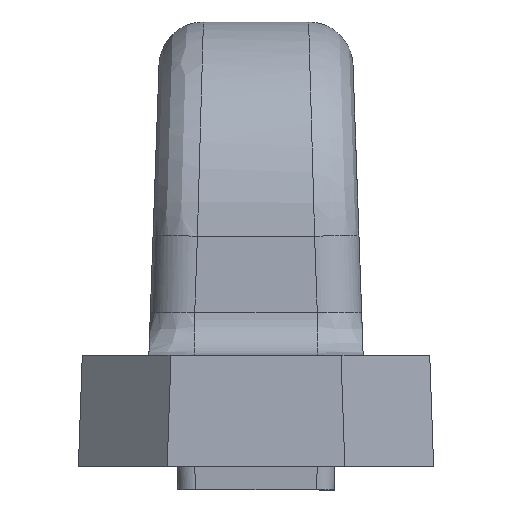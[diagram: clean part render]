
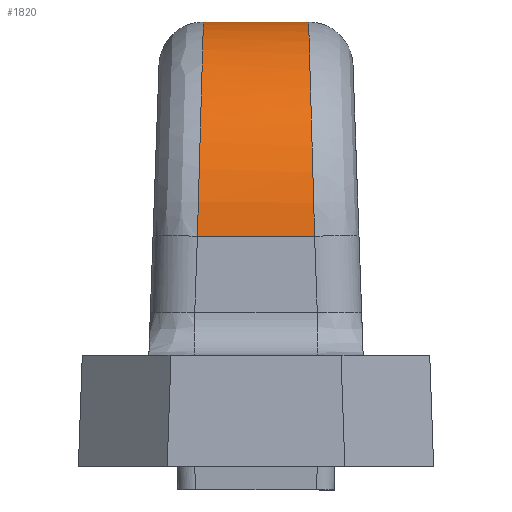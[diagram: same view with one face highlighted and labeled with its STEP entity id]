
A CAD part, left-side view. The second image highlights one B-rep face of the part: STEP entity #1820.
In plain terms, the highlighted cylindrical face has radius 6.35 mm (diameter 12.7 mm), a partial arc.
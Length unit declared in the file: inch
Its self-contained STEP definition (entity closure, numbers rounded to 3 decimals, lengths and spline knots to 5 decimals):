
#43 = VECTOR ( 'NONE', #175, 39.37008 ) ;
#46 = DIRECTION ( 'NONE',  ( 0., 1., 0. ) ) ;
#47 = VECTOR ( 'NONE', #46, 39.37008 ) ;
#48 = CARTESIAN_POINT ( 'NONE',  ( -3.00221, 0.09506, 0.5 ) ) ;
#49 = LINE ( 'NONE', #48, #47 ) ;
#52 = CARTESIAN_POINT ( 'NONE',  ( -3.00221, -0.08789, 0.5 ) ) ;
#175 = DIRECTION ( 'NONE',  ( 0., 1., 0. ) ) ;
#243 = CARTESIAN_POINT ( 'NONE',  ( -3.25206, 0.092, 0.25872 ) ) ;
#244 = LINE ( 'NONE', #243, #43 ) ;
#283 = CARTESIAN_POINT ( 'NONE',  ( -3.25206, -0.09463, 0.25872 ) ) ;
#506 = CARTESIAN_POINT ( 'NONE',  ( -3.00221, 0.03062, 0.5 ) ) ;
#548 = DIRECTION ( 'NONE',  ( 0., 0., -1. ) ) ;
#549 = DIRECTION ( 'NONE',  ( 0., -1., 0. ) ) ;
#550 = AXIS2_PLACEMENT_3D ( 'NONE', #557, #549, #548 ) ;
#551 = CYLINDRICAL_SURFACE ( 'NONE', #550, 0.25 ) ;
#552 = FACE_OUTER_BOUND ( 'NONE', #1739, .T. ) ;
#557 = CARTESIAN_POINT ( 'NONE',  ( -3.00221, 0.09506, 0.25 ) ) ;
#584 = CARTESIAN_POINT ( 'NONE',  ( -3.00221, -0.08789, 0.5 ) ) ;
#585 = CARTESIAN_POINT ( 'NONE',  ( -3.03241, -0.08789, 0.5 ) ) ;
#586 = CARTESIAN_POINT ( 'NONE',  ( -3.06356, -0.08805, 0.49446 ) ) ;
#587 = CARTESIAN_POINT ( 'NONE',  ( -3.12316, -0.08871, 0.47112 ) ) ;
#588 = CARTESIAN_POINT ( 'NONE',  ( -3.15158, -0.0892, 0.4533 ) ) ;
#589 = CARTESIAN_POINT ( 'NONE',  ( -3.17608, -0.08986, 0.42963 ) ) ;
#590 = CARTESIAN_POINT ( 'NONE',  ( -3.17615, -0.08986, 0.42957 ) ) ;
#591 = CARTESIAN_POINT ( 'NONE',  ( -3.17641, -0.08987, 0.42932 ) ) ;
#592 = CARTESIAN_POINT ( 'NONE',  ( -3.1768, -0.08988, 0.42894 ) ) ;
#593 = CARTESIAN_POINT ( 'NONE',  ( -3.17771, -0.08991, 0.42805 ) ) ;
#594 = CARTESIAN_POINT ( 'NONE',  ( -3.17953, -0.08996, 0.42625 ) ) ;
#595 = CARTESIAN_POINT ( 'NONE',  ( -3.18109, -0.09, 0.42465 ) ) ;
#596 = CARTESIAN_POINT ( 'NONE',  ( -3.18423, -0.09009, 0.42139 ) ) ;
#597 = CARTESIAN_POINT ( 'NONE',  ( -3.18634, -0.09016, 0.41913 ) ) ;
#598 = CARTESIAN_POINT ( 'NONE',  ( -3.19266, -0.09036, 0.41208 ) ) ;
#599 = CARTESIAN_POINT ( 'NONE',  ( -3.19688, -0.0905, 0.40701 ) ) ;
#600 = CARTESIAN_POINT ( 'NONE',  ( -3.20938, -0.09097, 0.3906 ) ) ;
#601 = CARTESIAN_POINT ( 'NONE',  ( -3.21751, -0.09132, 0.37807 ) ) ;
#602 = CARTESIAN_POINT ( 'NONE',  ( -3.23208, -0.09212, 0.34959 ) ) ;
#603 = CARTESIAN_POINT ( 'NONE',  ( -3.23851, -0.09256, 0.33362 ) ) ;
#604 = CARTESIAN_POINT ( 'NONE',  ( -3.24815, -0.09353, 0.29843 ) ) ;
#605 = CARTESIAN_POINT ( 'NONE',  ( -3.25134, -0.09406, 0.2792 ) ) ;
#606 = CARTESIAN_POINT ( 'NONE',  ( -3.25206, -0.09463, 0.25872 ) ) ;
#617 = B_SPLINE_CURVE_WITH_KNOTS ( 'NONE', 3,
 ( #606, #605, #604, #603, #602, #601, #600, #599, #598, #597, #596, #595, #594, #593, #592, #591, #590, #589, #588, #587, #586, #585, #584 ),
 .UNSPECIFIED., .F., .F.,
 ( 4, 2, 2, 2, 2, 2, 1, 1, 1, 2, 2, 2, 4 ),
 ( 0., 0.125, 0.25, 0.375, 0.4375, 0.46875, 0.48438, 0.49219, 0.49609, 0.49805, 0.5, 0.75, 1. ),
 .UNSPECIFIED. ) ;
#619 = CARTESIAN_POINT ( 'NONE',  ( -3.25206, 0.03736, 0.25872 ) ) ;
#681 = CARTESIAN_POINT ( 'NONE',  ( -3.00221, 0.03062, 0.5 ) ) ;
#682 = CARTESIAN_POINT ( 'NONE',  ( -3.03401, 0.03062, 0.5 ) ) ;
#683 = CARTESIAN_POINT ( 'NONE',  ( -3.0983, 0.03097, 0.48756 ) ) ;
#684 = CARTESIAN_POINT ( 'NONE',  ( -3.18019, 0.03246, 0.43427 ) ) ;
#685 = CARTESIAN_POINT ( 'NONE',  ( -3.23629, 0.03469, 0.35427 ) ) ;
#686 = CARTESIAN_POINT ( 'NONE',  ( -3.25095, 0.03647, 0.29051 ) ) ;
#687 = CARTESIAN_POINT ( 'NONE',  ( -3.25206, 0.03736, 0.25872 ) ) ;
#690 = B_SPLINE_CURVE_WITH_KNOTS ( 'NONE', 3,
 ( #687, #686, #685, #684, #683, #682, #681 ),
 .UNSPECIFIED., .F., .F.,
 ( 4, 1, 1, 1, 4 ),
 ( 0., 0.2502, 0.50023, 0.75015, 1. ),
 .UNSPECIFIED. ) ;
#1687 = VERTEX_POINT ( 'NONE', #52 ) ;
#1691 = EDGE_CURVE ( 'NONE', #1687, #1750, #49, .T. ) ;
#1739 = EDGE_LOOP ( 'NONE', ( #1748, #1811, #1804, #1805 ) ) ;
#1740 = VERTEX_POINT ( 'NONE', #283 ) ;
#1741 = EDGE_CURVE ( 'NONE', #1740, #1803, #244, .T. ) ;
#1748 = ORIENTED_EDGE ( 'NONE', *, *, #1691, .T. ) ;
#1750 = VERTEX_POINT ( 'NONE', #506 ) ;
#1790 = EDGE_CURVE ( 'NONE', #1803, #1750, #690, .T. ) ;
#1803 = VERTEX_POINT ( 'NONE', #619 ) ;
#1804 = ORIENTED_EDGE ( 'NONE', *, *, #1741, .F. ) ;
#1805 = ORIENTED_EDGE ( 'NONE', *, *, #1806, .T. ) ;
#1806 = EDGE_CURVE ( 'NONE', #1740, #1687, #617, .T. ) ;
#1811 = ORIENTED_EDGE ( 'NONE', *, *, #1790, .F. ) ;
#1820 = ADVANCED_FACE ( 'NONE', ( #552 ), #551, .T. ) ;
